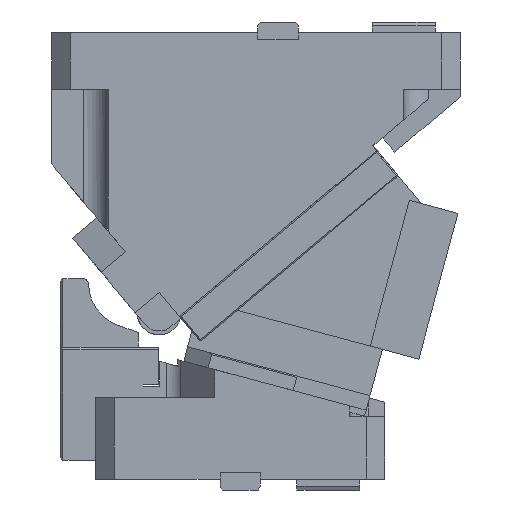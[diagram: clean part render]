
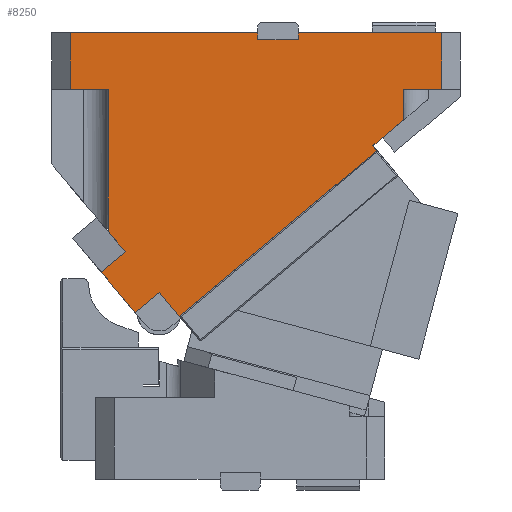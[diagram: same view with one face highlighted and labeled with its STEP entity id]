
A CAD part, front view. The second image highlights one B-rep face of the part: STEP entity #8250.
In plain terms, the highlighted planar face has unit normal (0, -1, 0).
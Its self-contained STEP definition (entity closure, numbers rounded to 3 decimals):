
#6977=CARTESIAN_POINT('Vertex',(245.001,-45.,285.785)) ;
#6980=CARTESIAN_POINT('Line Origine',(232.716,-45.,275.477)) ;
#6984=CARTESIAN_POINT('Vertex',(220.432,-45.,265.169)) ;
#7022=CARTESIAN_POINT('Line Origine',(222.039,-45.,263.254)) ;
#7026=CARTESIAN_POINT('Vertex',(223.646,-45.,261.339)) ;
#7048=CARTESIAN_POINT('Line Origine',(221.731,-45.,259.732)) ;
#7052=CARTESIAN_POINT('Vertex',(219.816,-45.,258.125)) ;
#7055=CARTESIAN_POINT('Line Origine',(143.211,-45.,193.846)) ;
#7059=CARTESIAN_POINT('Vertex',(66.607,-45.,129.567)) ;
#7087=CARTESIAN_POINT('Vertex',(10.001,-45.,197.028)) ;
#7092=CARTESIAN_POINT('Line Origine',(10.001,-45.,224.4)) ;
#7096=CARTESIAN_POINT('Vertex',(10.001,-45.,251.772)) ;
#7099=CARTESIAN_POINT('Line Origine',(10.001,-45.,280.886)) ;
#7103=CARTESIAN_POINT('Vertex',(10.001,-45.,309.999)) ;
#7139=CARTESIAN_POINT('Line Origine',(58.573,-45.,139.142)) ;
#7143=CARTESIAN_POINT('Vertex',(50.538,-45.,148.718)) ;
#8112=CARTESIAN_POINT('Vertex',(245.001,-45.,309.999)) ;
#8115=CARTESIAN_POINT('Line Origine',(245.001,-45.,297.892)) ;
#8127=CARTESIAN_POINT('Axis2P3D Location',(127.501,-45.,242.283)) ;
#8132=CARTESIAN_POINT('Line Origine',(-19.999,-45.,332.499)) ;
#8136=CARTESIAN_POINT('Vertex',(-19.999,-45.,354.999)) ;
#8138=CARTESIAN_POINT('Vertex',(-19.999,-45.,309.999)) ;
#8141=CARTESIAN_POINT('Line Origine',(-4.999,-45.,309.999)) ;
#8146=CARTESIAN_POINT('Line Origine',(14.199,-45.,192.024)) ;
#8150=CARTESIAN_POINT('Vertex',(18.398,-45.,187.021)) ;
#8153=CARTESIAN_POINT('Line Origine',(20.949,-45.,183.98)) ;
#8157=CARTESIAN_POINT('Vertex',(23.5,-45.,180.94)) ;
#8160=CARTESIAN_POINT('Line Origine',(13.925,-45.,172.905)) ;
#8164=CARTESIAN_POINT('Vertex',(4.35,-45.,164.871)) ;
#8167=CARTESIAN_POINT('Line Origine',(17.869,-45.,148.76)) ;
#8171=CARTESIAN_POINT('Vertex',(31.388,-45.,132.648)) ;
#8174=CARTESIAN_POINT('Line Origine',(40.963,-45.,140.683)) ;
#8179=CARTESIAN_POINT('Line Origine',(260.001,-45.,309.999)) ;
#8183=CARTESIAN_POINT('Vertex',(275.001,-45.,309.999)) ;
#8186=CARTESIAN_POINT('Line Origine',(275.001,-45.,332.499)) ;
#8190=CARTESIAN_POINT('Vertex',(275.001,-45.,354.999)) ;
#8193=CARTESIAN_POINT('Line Origine',(218.001,-45.,354.999)) ;
#8197=CARTESIAN_POINT('Vertex',(161.001,-45.,354.999)) ;
#8200=CARTESIAN_POINT('Line Origine',(161.001,-45.,352.249)) ;
#8204=CARTESIAN_POINT('Vertex',(161.001,-45.,349.499)) ;
#8207=CARTESIAN_POINT('Line Origine',(145.001,-45.,349.499)) ;
#8211=CARTESIAN_POINT('Vertex',(129.001,-45.,349.499)) ;
#8214=CARTESIAN_POINT('Line Origine',(129.001,-45.,352.249)) ;
#8218=CARTESIAN_POINT('Vertex',(129.001,-45.,354.999)) ;
#8221=CARTESIAN_POINT('Line Origine',(54.501,-45.,354.999)) ;
#6981=DIRECTION('Vector Direction',(0.766,0.,0.643)) ;
#7023=DIRECTION('Vector Direction',(-0.643,0.,0.766)) ;
#7049=DIRECTION('Vector Direction',(0.766,0.,0.643)) ;
#7056=DIRECTION('Vector Direction',(-0.766,0.,-0.643)) ;
#7093=DIRECTION('Vector Direction',(0.,0.,-1.)) ;
#7100=DIRECTION('Vector Direction',(0.,0.,-1.)) ;
#7140=DIRECTION('Vector Direction',(0.643,0.,-0.766)) ;
#8116=DIRECTION('Vector Direction',(0.,0.,-1.)) ;
#8128=DIRECTION('Axis2P3D Direction',(0.,1.,0.)) ;
#8129=DIRECTION('Axis2P3D XDirection',(-1.,0.,0.)) ;
#8133=DIRECTION('Vector Direction',(0.,0.,1.)) ;
#8142=DIRECTION('Vector Direction',(1.,0.,0.)) ;
#8147=DIRECTION('Vector Direction',(0.643,0.,-0.766)) ;
#8154=DIRECTION('Vector Direction',(0.643,0.,-0.766)) ;
#8161=DIRECTION('Vector Direction',(-0.766,0.,-0.643)) ;
#8168=DIRECTION('Vector Direction',(-0.643,0.,0.766)) ;
#8175=DIRECTION('Vector Direction',(-0.766,0.,-0.643)) ;
#8180=DIRECTION('Vector Direction',(-1.,0.,0.)) ;
#8187=DIRECTION('Vector Direction',(0.,0.,-1.)) ;
#8194=DIRECTION('Vector Direction',(-1.,0.,0.)) ;
#8201=DIRECTION('Vector Direction',(0.,0.,-1.)) ;
#8208=DIRECTION('Vector Direction',(-1.,0.,0.)) ;
#8215=DIRECTION('Vector Direction',(0.,0.,-1.)) ;
#8222=DIRECTION('Vector Direction',(-1.,0.,0.)) ;
#8130=AXIS2_PLACEMENT_3D('Plane Axis2P3D',#8127,#8128,#8129) ;
#8227=ORIENTED_EDGE('',*,*,#8140,.T.) ;
#8228=ORIENTED_EDGE('',*,*,#8145,.F.) ;
#8229=ORIENTED_EDGE('',*,*,#7105,.T.) ;
#8230=ORIENTED_EDGE('',*,*,#7098,.T.) ;
#8231=ORIENTED_EDGE('',*,*,#8152,.T.) ;
#8232=ORIENTED_EDGE('',*,*,#8159,.T.) ;
#8233=ORIENTED_EDGE('',*,*,#8166,.T.) ;
#8234=ORIENTED_EDGE('',*,*,#8173,.F.) ;
#8235=ORIENTED_EDGE('',*,*,#8178,.F.) ;
#8236=ORIENTED_EDGE('',*,*,#7145,.T.) ;
#8237=ORIENTED_EDGE('',*,*,#7061,.F.) ;
#8238=ORIENTED_EDGE('',*,*,#7054,.T.) ;
#8239=ORIENTED_EDGE('',*,*,#7028,.T.) ;
#8240=ORIENTED_EDGE('',*,*,#6986,.T.) ;
#8241=ORIENTED_EDGE('',*,*,#8119,.F.) ;
#8242=ORIENTED_EDGE('',*,*,#8185,.F.) ;
#8243=ORIENTED_EDGE('',*,*,#8192,.F.) ;
#8244=ORIENTED_EDGE('',*,*,#8199,.T.) ;
#8245=ORIENTED_EDGE('',*,*,#8206,.T.) ;
#8246=ORIENTED_EDGE('',*,*,#8213,.T.) ;
#8247=ORIENTED_EDGE('',*,*,#8220,.F.) ;
#8248=ORIENTED_EDGE('',*,*,#8225,.T.) ;
#6982=VECTOR('Line Direction',#6981,1.) ;
#7024=VECTOR('Line Direction',#7023,1.) ;
#7050=VECTOR('Line Direction',#7049,1.) ;
#7057=VECTOR('Line Direction',#7056,1.) ;
#7094=VECTOR('Line Direction',#7093,1.) ;
#7101=VECTOR('Line Direction',#7100,1.) ;
#7141=VECTOR('Line Direction',#7140,1.) ;
#8117=VECTOR('Line Direction',#8116,1.) ;
#8134=VECTOR('Line Direction',#8133,1.) ;
#8143=VECTOR('Line Direction',#8142,1.) ;
#8148=VECTOR('Line Direction',#8147,1.) ;
#8155=VECTOR('Line Direction',#8154,1.) ;
#8162=VECTOR('Line Direction',#8161,1.) ;
#8169=VECTOR('Line Direction',#8168,1.) ;
#8176=VECTOR('Line Direction',#8175,1.) ;
#8181=VECTOR('Line Direction',#8180,1.) ;
#8188=VECTOR('Line Direction',#8187,1.) ;
#8195=VECTOR('Line Direction',#8194,1.) ;
#8202=VECTOR('Line Direction',#8201,1.) ;
#8209=VECTOR('Line Direction',#8208,1.) ;
#8216=VECTOR('Line Direction',#8215,1.) ;
#8223=VECTOR('Line Direction',#8222,1.) ;
#8250=ADVANCED_FACE('CAM HOLDER',(#8249),#8131,.F.) ;
#6986=EDGE_CURVE('',#6985,#6978,#6983,.T.) ;
#7028=EDGE_CURVE('',#7027,#6985,#7025,.T.) ;
#7054=EDGE_CURVE('',#7053,#7027,#7051,.T.) ;
#7061=EDGE_CURVE('',#7053,#7060,#7058,.T.) ;
#7098=EDGE_CURVE('',#7097,#7088,#7095,.T.) ;
#7105=EDGE_CURVE('',#7104,#7097,#7102,.T.) ;
#7145=EDGE_CURVE('',#7144,#7060,#7142,.T.) ;
#8119=EDGE_CURVE('',#8113,#6978,#8118,.T.) ;
#8140=EDGE_CURVE('',#8137,#8139,#8135,.F.) ;
#8145=EDGE_CURVE('',#7104,#8139,#8144,.F.) ;
#8152=EDGE_CURVE('',#7088,#8151,#8149,.T.) ;
#8159=EDGE_CURVE('',#8151,#8158,#8156,.T.) ;
#8166=EDGE_CURVE('',#8158,#8165,#8163,.T.) ;
#8173=EDGE_CURVE('',#8172,#8165,#8170,.T.) ;
#8178=EDGE_CURVE('',#7144,#8172,#8177,.T.) ;
#8185=EDGE_CURVE('',#8184,#8113,#8182,.T.) ;
#8192=EDGE_CURVE('',#8191,#8184,#8189,.T.) ;
#8199=EDGE_CURVE('',#8191,#8198,#8196,.T.) ;
#8206=EDGE_CURVE('',#8198,#8205,#8203,.T.) ;
#8213=EDGE_CURVE('',#8205,#8212,#8210,.T.) ;
#8220=EDGE_CURVE('',#8219,#8212,#8217,.T.) ;
#8225=EDGE_CURVE('',#8219,#8137,#8224,.T.) ;
#8226=EDGE_LOOP('',(#8227,#8228,#8229,#8230,#8231,#8232,#8233,#8234,#8235,#8236,#8237,#8238,#8239,#8240,#8241,#8242,#8243,#8244,#8245,#8246,#8247,#8248)) ;
#8249=FACE_OUTER_BOUND('',#8226,.T.) ;
#6983=LINE('Line',#6980,#6982) ;
#7025=LINE('Line',#7022,#7024) ;
#7051=LINE('Line',#7048,#7050) ;
#7058=LINE('Line',#7055,#7057) ;
#7095=LINE('Line',#7092,#7094) ;
#7102=LINE('Line',#7099,#7101) ;
#7142=LINE('Line',#7139,#7141) ;
#8118=LINE('Line',#8115,#8117) ;
#8135=LINE('Line',#8132,#8134) ;
#8144=LINE('Line',#8141,#8143) ;
#8149=LINE('Line',#8146,#8148) ;
#8156=LINE('Line',#8153,#8155) ;
#8163=LINE('Line',#8160,#8162) ;
#8170=LINE('Line',#8167,#8169) ;
#8177=LINE('Line',#8174,#8176) ;
#8182=LINE('Line',#8179,#8181) ;
#8189=LINE('Line',#8186,#8188) ;
#8196=LINE('Line',#8193,#8195) ;
#8203=LINE('Line',#8200,#8202) ;
#8210=LINE('Line',#8207,#8209) ;
#8217=LINE('Line',#8214,#8216) ;
#8224=LINE('Line',#8221,#8223) ;
#8131=PLANE('Plane',#8130) ;
#6978=VERTEX_POINT('',#6977) ;
#6985=VERTEX_POINT('',#6984) ;
#7027=VERTEX_POINT('',#7026) ;
#7053=VERTEX_POINT('',#7052) ;
#7060=VERTEX_POINT('',#7059) ;
#7088=VERTEX_POINT('',#7087) ;
#7097=VERTEX_POINT('',#7096) ;
#7104=VERTEX_POINT('',#7103) ;
#7144=VERTEX_POINT('',#7143) ;
#8113=VERTEX_POINT('',#8112) ;
#8137=VERTEX_POINT('',#8136) ;
#8139=VERTEX_POINT('',#8138) ;
#8151=VERTEX_POINT('',#8150) ;
#8158=VERTEX_POINT('',#8157) ;
#8165=VERTEX_POINT('',#8164) ;
#8172=VERTEX_POINT('',#8171) ;
#8184=VERTEX_POINT('',#8183) ;
#8191=VERTEX_POINT('',#8190) ;
#8198=VERTEX_POINT('',#8197) ;
#8205=VERTEX_POINT('',#8204) ;
#8212=VERTEX_POINT('',#8211) ;
#8219=VERTEX_POINT('',#8218) ;
